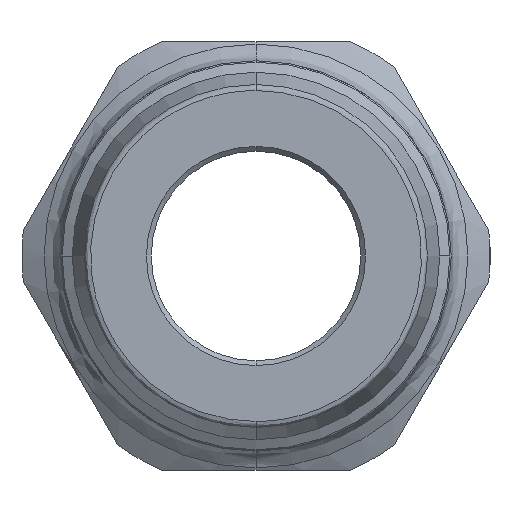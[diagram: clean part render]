
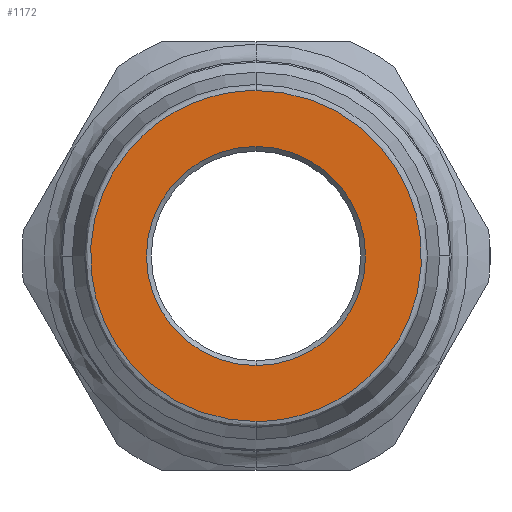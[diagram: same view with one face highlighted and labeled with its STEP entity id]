
A CAD part, left-side view. The second image highlights one B-rep face of the part: STEP entity #1172.
In plain terms, the highlighted planar face has unit normal (-1, 0, 0).
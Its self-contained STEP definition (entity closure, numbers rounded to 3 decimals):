
#102 = CARTESIAN_POINT ( 'NONE',  ( -41.5, 0., 10.423 ) ) ;
#103 = CARTESIAN_POINT ( 'NONE',  ( -41.5, 0., -10.423 ) ) ;
#104 = CARTESIAN_POINT ( 'NONE',  ( -41.5, -20.847, -10.423 ) ) ;
#106 = CARTESIAN_POINT ( 'NONE',  ( -41.5, -20.847, 10.423 ) ) ;
#123 = CARTESIAN_POINT ( 'NONE',  ( -41.5, 0., 0. ) ) ;
#124 = DIRECTION ( 'NONE',  ( 1., 0., 0. ) ) ;
#147 = DIRECTION ( 'NONE',  ( 0., 0., 1. ) ) ;
#170 =( BOUNDED_CURVE ( )  B_SPLINE_CURVE ( 3, ( #198, #199, #196, #197 ),
 .UNSPECIFIED., .F., .T. ) 
 B_SPLINE_CURVE_WITH_KNOTS ( ( 4, 4 ),
 ( 0., 1. ),
 .UNSPECIFIED. ) 
 CURVE ( )  GEOMETRIC_REPRESENTATION_ITEM ( )  RATIONAL_B_SPLINE_CURVE ( ( 1., 0.333, 0.333, 1. ) ) 
 REPRESENTATION_ITEM ( '' )  );
#171 =( BOUNDED_CURVE ( )  B_SPLINE_CURVE ( 3, ( #102, #106, #104, #103 ),
 .UNSPECIFIED., .F., .F. ) 
 B_SPLINE_CURVE_WITH_KNOTS ( ( 4, 4 ),
 ( 0., 1. ),
 .UNSPECIFIED. ) 
 CURVE ( )  GEOMETRIC_REPRESENTATION_ITEM ( )  RATIONAL_B_SPLINE_CURVE ( ( 1., 0.333, 0.333, 1. ) ) 
 REPRESENTATION_ITEM ( '' )  );
#193 = DIRECTION ( 'NONE',  ( 0., 0., 1. ) ) ;
#194 = CARTESIAN_POINT ( 'NONE',  ( -41.5, 0., 0. ) ) ;
#195 = DIRECTION ( 'NONE',  ( 1., 0., 0. ) ) ;
#196 = CARTESIAN_POINT ( 'NONE',  ( -41.5, 20.847, 10.423 ) ) ;
#197 = CARTESIAN_POINT ( 'NONE',  ( -41.5, 0., 10.423 ) ) ;
#198 = CARTESIAN_POINT ( 'NONE',  ( -41.5, 0., -10.423 ) ) ;
#199 = CARTESIAN_POINT ( 'NONE',  ( -41.5, 20.847, -10.423 ) ) ;
#329 = CARTESIAN_POINT ( 'NONE',  ( -41.5, 0., -10.423 ) ) ;
#332 = CARTESIAN_POINT ( 'NONE',  ( -41.5, 0., 10.423 ) ) ;
#508 = CIRCLE ( 'NONE', #1390, 6.9 ) ;
#602 = CIRCLE ( 'NONE', #1354, 6.9 ) ;
#621 = FACE_OUTER_BOUND ( 'NONE', #766, .T. ) ;
#622 = FACE_BOUND ( 'NONE', #769, .T. ) ;
#766 = EDGE_LOOP ( 'NONE', ( #825, #826 ) ) ;
#769 = EDGE_LOOP ( 'NONE', ( #823, #824 ) ) ;
#823 = ORIENTED_EDGE ( 'NONE', *, *, #1181, .T. ) ;
#824 = ORIENTED_EDGE ( 'NONE', *, *, #1251, .T. ) ;
#825 = ORIENTED_EDGE ( 'NONE', *, *, #1250, .F. ) ;
#826 = ORIENTED_EDGE ( 'NONE', *, *, #1208, .F. ) ;
#1014 = CARTESIAN_POINT ( 'NONE',  ( -41.5, 0., -6.9 ) ) ;
#1049 = VERTEX_POINT ( 'NONE', #1118 ) ;
#1118 = CARTESIAN_POINT ( 'NONE',  ( -41.5, 0., 6.9 ) ) ;
#1138 = VERTEX_POINT ( 'NONE', #1014 ) ;
#1172 = ADVANCED_FACE ( 'NONE', ( #622, #621 ), #1644, .F. ) ;
#1181 = EDGE_CURVE ( 'NONE', #1049, #1138, #602, .T. ) ;
#1208 = EDGE_CURVE ( 'NONE', #1709, #1712, #171, .T. ) ;
#1250 = EDGE_CURVE ( 'NONE', #1712, #1709, #170, .T. ) ;
#1251 = EDGE_CURVE ( 'NONE', #1138, #1049, #508, .T. ) ;
#1347 = AXIS2_PLACEMENT_3D ( 'NONE', #1631, #1608, #1607 ) ;
#1354 = AXIS2_PLACEMENT_3D ( 'NONE', #123, #124, #147 ) ;
#1390 = AXIS2_PLACEMENT_3D ( 'NONE', #194, #195, #193 ) ;
#1607 = DIRECTION ( 'NONE',  ( 0., 0., -1. ) ) ;
#1608 = DIRECTION ( 'NONE',  ( 1., 0., 0. ) ) ;
#1631 = CARTESIAN_POINT ( 'NONE',  ( -41.5, 9.832, 0. ) ) ;
#1644 = PLANE ( 'NONE',  #1347 ) ;
#1709 = VERTEX_POINT ( 'NONE', #332 ) ;
#1712 = VERTEX_POINT ( 'NONE', #329 ) ;
